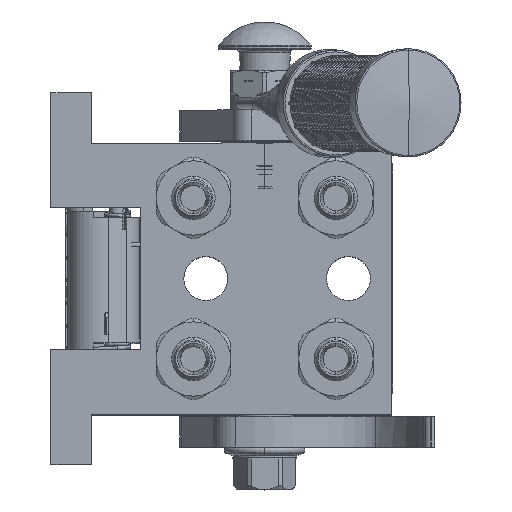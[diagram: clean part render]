
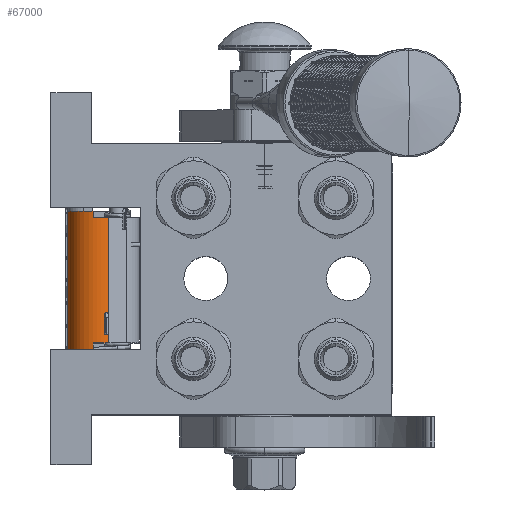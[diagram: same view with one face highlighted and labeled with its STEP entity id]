
A CAD part, top view. The second image highlights one B-rep face of the part: STEP entity #67000.
In plain terms, the highlighted cylindrical face has radius 9.5 mm (diameter 19 mm), a partial arc.
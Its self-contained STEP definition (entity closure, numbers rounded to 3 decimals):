
#5512 = ORIENTED_EDGE ( 'NONE', *, *, #145315, .T. ) ;
#10486 = CARTESIAN_POINT ( 'NONE',  ( -22.25, -1.5, -47.5 ) ) ;
#11049 = CARTESIAN_POINT ( 'NONE',  ( -22.25, 8., -47.5 ) ) ;
#12665 = LINE ( 'NONE', #28603, #74968 ) ;
#13784 = CARTESIAN_POINT ( 'NONE',  ( 20.25, 0., -56.881 ) ) ;
#16870 = ORIENTED_EDGE ( 'NONE', *, *, #31164, .F. ) ;
#17652 = CARTESIAN_POINT ( 'NONE',  ( -20.25, -5.154, -56.269 ) ) ;
#19652 = LINE ( 'NONE', #17652, #81961 ) ;
#21673 = EDGE_CURVE ( 'NONE', #45906, #183582, #180539, .T. ) ;
#22158 = CARTESIAN_POINT ( 'NONE',  ( -20.25, -1.5, -47.5 ) ) ;
#22879 = LINE ( 'NONE', #80713, #36764 ) ;
#25971 = DIRECTION ( 'NONE',  ( 1., 0., 0. ) ) ;
#28603 = CARTESIAN_POINT ( 'NONE',  ( -22.25, 0., -56.881 ) ) ;
#29399 = EDGE_CURVE ( 'NONE', #56200, #179936, #83978, .T. ) ;
#31164 = EDGE_CURVE ( 'NONE', #99236, #56347, #173517, .T. ) ;
#36764 = VECTOR ( 'NONE', #168387, 1000. ) ;
#39451 = FACE_OUTER_BOUND ( 'NONE', #70602, .T. ) ;
#40765 = VECTOR ( 'NONE', #188238, 1000. ) ;
#40857 = DIRECTION ( 'NONE',  ( 0., -0.385, -0.923 ) ) ;
#45906 = VERTEX_POINT ( 'NONE', #134916 ) ;
#48113 = ORIENTED_EDGE ( 'NONE', *, *, #113061, .F. ) ;
#52893 = DIRECTION ( 'NONE',  ( 0., -1., 0. ) ) ;
#56200 = VERTEX_POINT ( 'NONE', #94533 ) ;
#56347 = VERTEX_POINT ( 'NONE', #173747 ) ;
#57607 = DIRECTION ( 'NONE',  ( 1., 0., 0. ) ) ;
#57876 = CARTESIAN_POINT ( 'NONE',  ( -20.25, -5.154, -56.269 ) ) ;
#59254 = EDGE_CURVE ( 'NONE', #78698, #56200, #19652, .T. ) ;
#67000 = ADVANCED_FACE ( 'NONE', ( #39451 ), #189417, .T. ) ;
#70602 = EDGE_LOOP ( 'NONE', ( #104337, #5512, #160402, #183545, #164303, #16870, #48113, #84498 ) ) ;
#71145 = CARTESIAN_POINT ( 'NONE',  ( 20.25, -1.5, -47.5 ) ) ;
#71521 = EDGE_CURVE ( 'NONE', #183582, #56347, #185908, .T. ) ;
#74968 = VECTOR ( 'NONE', #57607, 1000. ) ;
#78698 = VERTEX_POINT ( 'NONE', #57876 ) ;
#80713 = CARTESIAN_POINT ( 'NONE',  ( 20.25, 0., -56.881 ) ) ;
#81961 = VECTOR ( 'NONE', #147924, 1000. ) ;
#82347 = AXIS2_PLACEMENT_3D ( 'NONE', #190762, #99949, #158676 ) ;
#83342 = DIRECTION ( 'NONE',  ( 0., 0.158, -0.987 ) ) ;
#83978 = CIRCLE ( 'NONE', #103267, 9.5 ) ;
#84498 = ORIENTED_EDGE ( 'NONE', *, *, #29399, .F. ) ;
#94533 = CARTESIAN_POINT ( 'NONE',  ( 20.25, -5.154, -56.269 ) ) ;
#95305 = VERTEX_POINT ( 'NONE', #103422 ) ;
#95610 = AXIS2_PLACEMENT_3D ( 'NONE', #22158, #124615, #111677 ) ;
#99236 = VERTEX_POINT ( 'NONE', #133243 ) ;
#99949 = DIRECTION ( 'NONE',  ( 1., 0., 0. ) ) ;
#103267 = AXIS2_PLACEMENT_3D ( 'NONE', #71145, #188390, #40857 ) ;
#103422 = CARTESIAN_POINT ( 'NONE',  ( -20.25, 0., -56.881 ) ) ;
#104337 = ORIENTED_EDGE ( 'NONE', *, *, #59254, .F. ) ;
#111677 = DIRECTION ( 'NONE',  ( 0., -0.385, -0.923 ) ) ;
#113061 = EDGE_CURVE ( 'NONE', #179936, #99236, #22879, .T. ) ;
#123600 = AXIS2_PLACEMENT_3D ( 'NONE', #10486, #25971, #83342 ) ;
#123762 = EDGE_CURVE ( 'NONE', #45906, #95305, #12665, .T. ) ;
#124615 = DIRECTION ( 'NONE',  ( 1., 0., 0. ) ) ;
#133243 = CARTESIAN_POINT ( 'NONE',  ( 22.25, 0., -56.881 ) ) ;
#133529 = CIRCLE ( 'NONE', #95610, 9.5 ) ;
#134916 = CARTESIAN_POINT ( 'NONE',  ( -22.25, 0., -56.881 ) ) ;
#145315 = EDGE_CURVE ( 'NONE', #78698, #95305, #133529, .T. ) ;
#147924 = DIRECTION ( 'NONE',  ( 1., 0., 0. ) ) ;
#158676 = DIRECTION ( 'NONE',  ( 0., 0.158, -0.987 ) ) ;
#160402 = ORIENTED_EDGE ( 'NONE', *, *, #123762, .F. ) ;
#164303 = ORIENTED_EDGE ( 'NONE', *, *, #71521, .T. ) ;
#168387 = DIRECTION ( 'NONE',  ( 1., 0., 0. ) ) ;
#168937 = DIRECTION ( 'NONE',  ( -1., 0., 0. ) ) ;
#173517 = CIRCLE ( 'NONE', #82347, 9.5 ) ;
#173702 = CARTESIAN_POINT ( 'NONE',  ( -22.25, 8., -47.5 ) ) ;
#173747 = CARTESIAN_POINT ( 'NONE',  ( 22.25, 8., -47.5 ) ) ;
#174468 = AXIS2_PLACEMENT_3D ( 'NONE', #183074, #168937, #52893 ) ;
#179936 = VERTEX_POINT ( 'NONE', #13784 ) ;
#180539 = CIRCLE ( 'NONE', #123600, 9.5 ) ;
#183074 = CARTESIAN_POINT ( 'NONE',  ( -22.25, -1.5, -47.5 ) ) ;
#183545 = ORIENTED_EDGE ( 'NONE', *, *, #21673, .T. ) ;
#183582 = VERTEX_POINT ( 'NONE', #173702 ) ;
#185908 = LINE ( 'NONE', #11049, #40765 ) ;
#188238 = DIRECTION ( 'NONE',  ( 1., 0., 0. ) ) ;
#188390 = DIRECTION ( 'NONE',  ( 1., 0., 0. ) ) ;
#189417 = CYLINDRICAL_SURFACE ( 'NONE', #174468, 9.5 ) ;
#190762 = CARTESIAN_POINT ( 'NONE',  ( 22.25, -1.5, -47.5 ) ) ;
